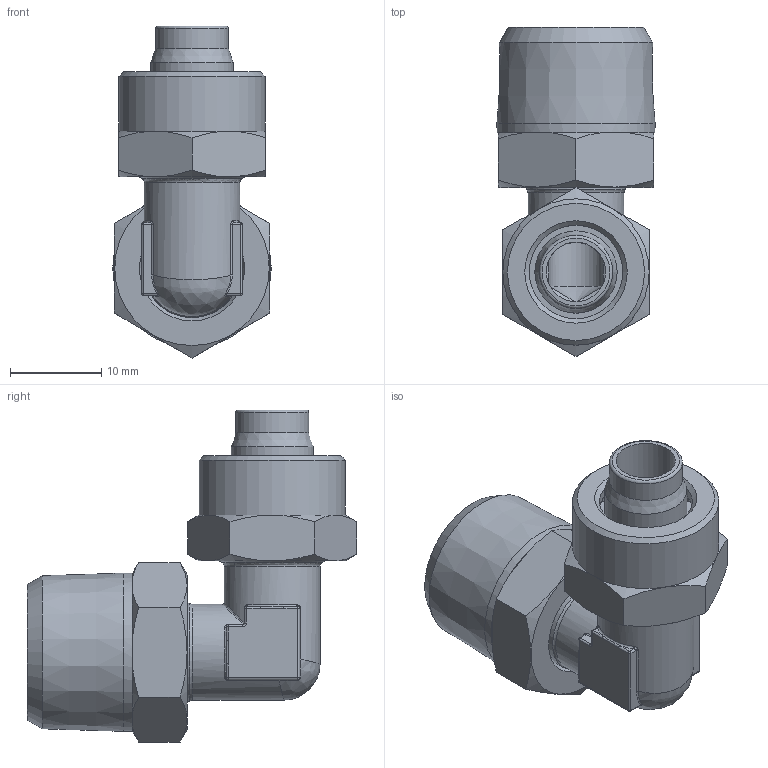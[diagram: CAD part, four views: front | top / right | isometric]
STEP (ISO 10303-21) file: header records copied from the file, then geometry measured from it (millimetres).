
FILE_DESCRIPTION(( 'MC.39.10.38.stp' ), '1');
FILE_NAME( 'MC.39.10.38.stp', '2019-06-20T09:11:36',( 'Sopra'),('sopra-pneumatic.com'), 'SwSTEP 2.0','SolidWorks 2009','' );
FILE_SCHEMA (('AUTOMOTIVE_DESIGN {1 0 10303 214 3 1 1}'));
Length unit declared in the file: millimetre
Products named in the file (6): C154G38108NI; C154G14108CNI; OR2031N; RG38NI; Anello_elastico_uni7433_�8; D170108NI
Assembly tree (5 placements, depth 2):
  C154G38108NI
    C154G14108CNI
    OR2031N
    RG38NI
    Anello_elastico_uni7433_�8
    D170108NI
Bounding box: 17.3 x 36.02 x 36.31 mm (x, y, z)
Volume: 6546 mm3; surface area: 6020.1 mm2
Topology: 5 solids, 5 shells, 185 faces, 409 edges, 225 vertices
Faces by surface type: cylinder 53, plane 50, cone 36, bspline 20, torus 14, sphere 12
Full cylindrical faces by diameter (mm): 6 x1, 6.5 x1, 7.3 x1, 8 x4, 9 x1, 9.8 x1, 10.2 x1, 10.5 x2, 10.75 x1, 10.8 x1, 13 x2, 14 x1, 16 x1, 17.3 x1
Entity records: 6372 total; most frequent: CARTESIAN_POINT 1350, DIRECTION 768, ORIENTED_EDGE 694, EDGE_CURVE 347, AXIS2_PLACEMENT_3D 340, FACE_BOUND 235, EDGE_LOOP 233, VERTEX_POINT 216
